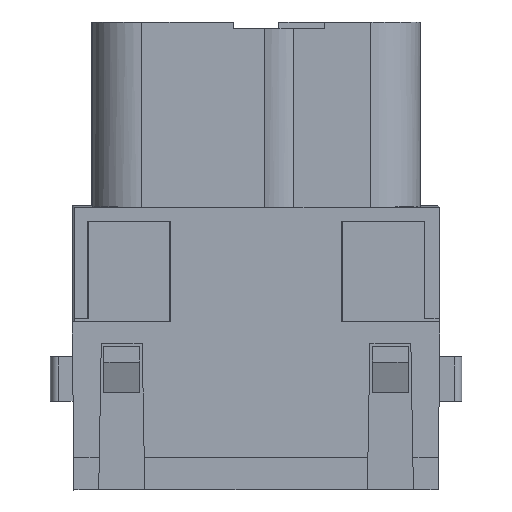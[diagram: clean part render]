
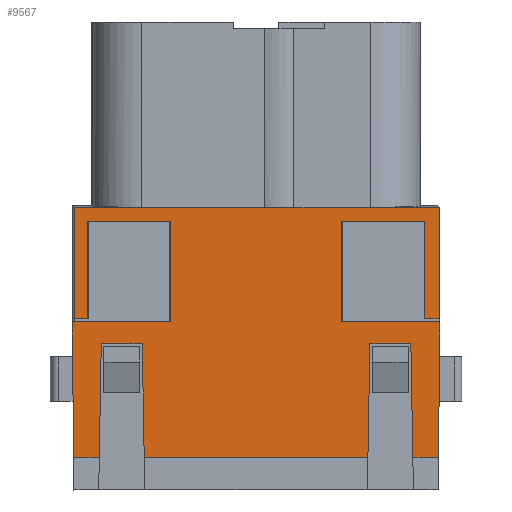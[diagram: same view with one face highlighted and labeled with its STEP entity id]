
A CAD part, left-side view. The second image highlights one B-rep face of the part: STEP entity #9567.
In plain terms, the highlighted face is planar.
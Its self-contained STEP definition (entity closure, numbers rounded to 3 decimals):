
#234=CARTESIAN_POINT('',(6.846,-1.69,-13.671));
#235=VERTEX_POINT('',#234);
#284=CARTESIAN_POINT('',(6.846,7.575,-13.671));
#285=VERTEX_POINT('',#284);
#292=CARTESIAN_POINT('',(6.846,12344.646,-13.32));
#293=DIRECTION('',(-0.,-1.,0.));
#294=VECTOR('',#293,24690.);
#295=LINE('',#292,#294);
#296=EDGE_CURVE('',#285,#235,#295,.T.);
#1849=CARTESIAN_POINT('',(6.846,-0.525,-5.714));
#1850=VERTEX_POINT('',#1849);
#1857=CARTESIAN_POINT('',(6.846,-0.525,-12.556));
#1858=VERTEX_POINT('',#1857);
#1859=CARTESIAN_POINT('',(6.846,-0.525,-12343.042));
#1860=DIRECTION('',(0.,0.,1.));
#1861=VECTOR('',#1860,24690.);
#1862=LINE('',#1859,#1861);
#1863=EDGE_CURVE('',#1858,#1850,#1862,.T.);
#2529=CARTESIAN_POINT('',(6.846,9.646,-11.435));
#2530=VERTEX_POINT('',#2529);
#2547=CARTESIAN_POINT('',(6.846,9.646,-8.035));
#2548=VERTEX_POINT('',#2547);
#2555=CARTESIAN_POINT('',(6.846,9.646,-12341.36));
#2556=DIRECTION('',(0.,-0.,1.));
#2557=VECTOR('',#2556,24690.);
#2558=LINE('',#2555,#2557);
#2559=EDGE_CURVE('',#2530,#2548,#2558,.T.);
#2833=CARTESIAN_POINT('',(6.846,7.846,16.663));
#2834=VERTEX_POINT('',#2833);
#2872=CARTESIAN_POINT('',(6.846,7.846,8.544));
#2873=VERTEX_POINT('',#2872);
#2880=CARTESIAN_POINT('',(6.846,7.846,12351.165));
#2881=DIRECTION('',(-0.,0.,-1.));
#2882=VECTOR('',#2881,24690.);
#2883=LINE('',#2880,#2882);
#2884=EDGE_CURVE('',#2834,#2873,#2883,.T.);
#3053=CARTESIAN_POINT('',(6.846,19.096,16.565));
#3054=VERTEX_POINT('',#3053);
#3063=CARTESIAN_POINT('',(6.846,19.096,14.43));
#3064=VERTEX_POINT('',#3063);
#3065=CARTESIAN_POINT('',(6.846,19.096,-12340.36));
#3066=DIRECTION('',(0.,-0.,1.));
#3067=VECTOR('',#3066,24690.);
#3068=LINE('',#3065,#3067);
#3069=EDGE_CURVE('',#3064,#3054,#3068,.T.);
#5529=CARTESIAN_POINT('',(6.846,9.646,10.865));
#5530=VERTEX_POINT('',#5529);
#5531=CARTESIAN_POINT('',(6.846,9.646,14.265));
#5532=VERTEX_POINT('',#5531);
#5533=CARTESIAN_POINT('',(6.846,9.646,-12341.36));
#5534=DIRECTION('',(0.,-0.,1.));
#5535=VECTOR('',#5534,24690.);
#5536=LINE('',#5533,#5535);
#5537=EDGE_CURVE('',#5530,#5532,#5536,.T.);
#5578=CARTESIAN_POINT('',(6.846,7.575,-12.556));
#5579=VERTEX_POINT('',#5578);
#5586=CARTESIAN_POINT('',(6.846,7.575,-12343.042));
#5587=DIRECTION('',(0.,0.,1.));
#5588=VECTOR('',#5587,24690.);
#5589=LINE('',#5586,#5588);
#5590=EDGE_CURVE('',#285,#5579,#5589,.T.);
#5716=CARTESIAN_POINT('',(6.846,-0.525,8.544));
#5717=VERTEX_POINT('',#5716);
#5724=CARTESIAN_POINT('',(6.846,-12354.654,8.544));
#5725=DIRECTION('',(0.,1.,0.));
#5726=VECTOR('',#5725,24690.);
#5727=LINE('',#5724,#5726);
#5728=EDGE_CURVE('',#5717,#2873,#5727,.T.);
#5859=CARTESIAN_POINT('',(6.846,-12340.52,-12.556));
#5860=DIRECTION('',(0.,1.,0.));
#5861=VECTOR('',#5860,24690.);
#5862=LINE('',#5859,#5861);
#5863=EDGE_CURVE('',#1858,#5579,#5862,.T.);
#6108=CARTESIAN_POINT('',(6.846,-1.69,3.315));
#6109=VERTEX_POINT('',#6108);
#6117=CARTESIAN_POINT('',(6.846,-1.69,16.629));
#6118=VERTEX_POINT('',#6117);
#6119=CARTESIAN_POINT('',(6.846,-1.69,12346.415));
#6120=DIRECTION('',(-0.,-0.,-1.));
#6121=VECTOR('',#6120,24690.);
#6122=LINE('',#6119,#6121);
#6123=EDGE_CURVE('',#6118,#6109,#6122,.T.);
#6706=CARTESIAN_POINT('',(6.846,19.096,-11.6));
#6707=VERTEX_POINT('',#6706);
#6714=CARTESIAN_POINT('',(6.846,19.096,-13.735));
#6715=VERTEX_POINT('',#6714);
#6716=CARTESIAN_POINT('',(6.846,19.096,-12340.36));
#6717=DIRECTION('',(0.,-0.,1.));
#6718=VECTOR('',#6717,24690.);
#6719=LINE('',#6716,#6718);
#6720=EDGE_CURVE('',#6715,#6707,#6719,.T.);
#6941=CARTESIAN_POINT('',(6.846,-0.525,15.386));
#6942=VERTEX_POINT('',#6941);
#6950=CARTESIAN_POINT('',(6.846,7.575,15.386));
#6951=VERTEX_POINT('',#6950);
#6958=CARTESIAN_POINT('',(6.846,12349.48,15.386));
#6959=DIRECTION('',(-0.,-1.,0.));
#6960=VECTOR('',#6959,24690.);
#6961=LINE('',#6958,#6960);
#6962=EDGE_CURVE('',#6951,#6942,#6961,.T.);
#6991=CARTESIAN_POINT('',(6.846,19.096,-7.87));
#6992=VERTEX_POINT('',#6991);
#6993=CARTESIAN_POINT('',(6.846,19.096,10.7));
#6994=VERTEX_POINT('',#6993);
#6995=CARTESIAN_POINT('',(6.846,19.096,-12340.36));
#6996=DIRECTION('',(0.,-0.,1.));
#6997=VECTOR('',#6996,24690.);
#6998=LINE('',#6995,#6997);
#6999=EDGE_CURVE('',#6992,#6994,#6998,.T.);
#7032=CARTESIAN_POINT('',(6.846,-0.525,-12343.042));
#7033=DIRECTION('',(0.,0.,1.));
#7034=VECTOR('',#7033,24690.);
#7035=LINE('',#7032,#7034);
#7036=EDGE_CURVE('',#5717,#6942,#7035,.T.);
#7324=CARTESIAN_POINT('',(6.846,7.846,-5.714));
#7325=VERTEX_POINT('',#7324);
#7332=CARTESIAN_POINT('',(6.846,-12354.654,-5.714));
#7333=DIRECTION('',(0.,1.,0.));
#7334=VECTOR('',#7333,24690.);
#7335=LINE('',#7332,#7334);
#7336=EDGE_CURVE('',#1850,#7325,#7335,.T.);
#7620=CARTESIAN_POINT('',(6.846,7.575,16.629));
#7621=VERTEX_POINT('',#7620);
#7622=CARTESIAN_POINT('',(6.846,7.575,-12343.042));
#7623=DIRECTION('',(0.,0.,1.));
#7624=VECTOR('',#7623,24690.);
#7625=LINE('',#7622,#7624);
#7626=EDGE_CURVE('',#6951,#7621,#7625,.T.);
#7858=CARTESIAN_POINT('',(6.846,12347.85,-204.499));
#7859=DIRECTION('',(-0.,-1.,0.017));
#7860=VECTOR('',#7859,24690.);
#7861=LINE('',#7858,#7860);
#7862=EDGE_CURVE('',#6994,#5530,#7861,.T.);
#8036=CARTESIAN_POINT('',(6.846,-1.69,12346.415));
#8037=DIRECTION('',(-0.,-0.,-1.));
#8038=VECTOR('',#8037,24690.);
#8039=LINE('',#8036,#8038);
#8040=EDGE_CURVE('',#6109,#235,#8039,.T.);
#8242=CARTESIAN_POINT('',(6.846,12344.646,16.908));
#8243=DIRECTION('',(-0.,-1.,0.));
#8244=VECTOR('',#8243,24690.);
#8245=LINE('',#8242,#8244);
#8246=EDGE_CURVE('',#7621,#6118,#8245,.T.);
#8400=CARTESIAN_POINT('',(6.846,12347.655,229.626));
#8401=DIRECTION('',(-0.,-1.,-0.017));
#8402=VECTOR('',#8401,24690.);
#8403=LINE('',#8400,#8402);
#8404=EDGE_CURVE('',#3064,#5532,#8403,.T.);
#9508=CARTESIAN_POINT('',(6.846,-0.354,1.415));
#9509=DIRECTION('',(1.,-0.,-0.));
#9510=DIRECTION('',(0.,1.,0.));
#9511=AXIS2_PLACEMENT_3D('',#9508,#9509,#9510);
#9512=PLANE('',#9511);
#9513=ORIENTED_EDGE('',*,*,#6999,.T.);
#9514=ORIENTED_EDGE('',*,*,#7862,.T.);
#9515=ORIENTED_EDGE('',*,*,#5537,.T.);
#9516=ORIENTED_EDGE('',*,*,#8404,.F.);
#9517=ORIENTED_EDGE('',*,*,#3069,.T.);
#9518=CARTESIAN_POINT('',(6.846,-12335.092,124.379));
#9519=DIRECTION('',(0.,1.,-0.009));
#9520=VECTOR('',#9519,24690.);
#9521=LINE('',#9518,#9520);
#9522=EDGE_CURVE('',#2834,#3054,#9521,.T.);
#9523=ORIENTED_EDGE('',*,*,#9522,.F.);
#9524=ORIENTED_EDGE('',*,*,#2884,.T.);
#9525=ORIENTED_EDGE('',*,*,#5728,.F.);
#9526=ORIENTED_EDGE('',*,*,#7036,.T.);
#9527=ORIENTED_EDGE('',*,*,#6962,.F.);
#9528=ORIENTED_EDGE('',*,*,#7626,.T.);
#9529=ORIENTED_EDGE('',*,*,#8246,.T.);
#9530=ORIENTED_EDGE('',*,*,#6123,.T.);
#9531=ORIENTED_EDGE('',*,*,#8040,.T.);
#9532=ORIENTED_EDGE('',*,*,#296,.F.);
#9533=ORIENTED_EDGE('',*,*,#5590,.T.);
#9534=ORIENTED_EDGE('',*,*,#5863,.F.);
#9535=ORIENTED_EDGE('',*,*,#1863,.T.);
#9536=ORIENTED_EDGE('',*,*,#7336,.T.);
#9537=CARTESIAN_POINT('',(6.846,7.846,-13.833));
#9538=VERTEX_POINT('',#9537);
#9539=CARTESIAN_POINT('',(6.846,7.846,12351.165));
#9540=DIRECTION('',(-0.,0.,-1.));
#9541=VECTOR('',#9540,24690.);
#9542=LINE('',#9539,#9541);
#9543=EDGE_CURVE('',#7325,#9538,#9542,.T.);
#9544=ORIENTED_EDGE('',*,*,#9543,.T.);
#9545=CARTESIAN_POINT('',(6.846,12353.968,93.91));
#9546=DIRECTION('',(-0.,-1.,-0.009));
#9547=VECTOR('',#9546,24690.);
#9548=LINE('',#9545,#9547);
#9549=EDGE_CURVE('',#6715,#9538,#9548,.T.);
#9550=ORIENTED_EDGE('',*,*,#9549,.F.);
#9551=ORIENTED_EDGE('',*,*,#6720,.T.);
#9552=CARTESIAN_POINT('',(6.846,-12338.584,204.104));
#9553=DIRECTION('',(0.,1.,-0.017));
#9554=VECTOR('',#9553,24690.);
#9555=LINE('',#9552,#9554);
#9556=EDGE_CURVE('',#2530,#6707,#9555,.T.);
#9557=ORIENTED_EDGE('',*,*,#9556,.F.);
#9558=ORIENTED_EDGE('',*,*,#2559,.T.);
#9559=CARTESIAN_POINT('',(6.846,-12338.39,-223.571));
#9560=DIRECTION('',(0.,1.,0.017));
#9561=VECTOR('',#9560,24690.);
#9562=LINE('',#9559,#9561);
#9563=EDGE_CURVE('',#2548,#6992,#9562,.T.);
#9564=ORIENTED_EDGE('',*,*,#9563,.T.);
#9565=EDGE_LOOP('',(#9513,#9514,#9515,#9516,#9517,#9523,#9524,#9525,#9526,#9527,#9528,#9529,#9530,#9531,#9532,#9533,#9534,#9535,#9536,#9544,#9550,#9551,#9557,#9558,#9564));
#9566=FACE_BOUND('',#9565,.T.);
#9567=ADVANCED_FACE('',(#9566),#9512,.T.);
